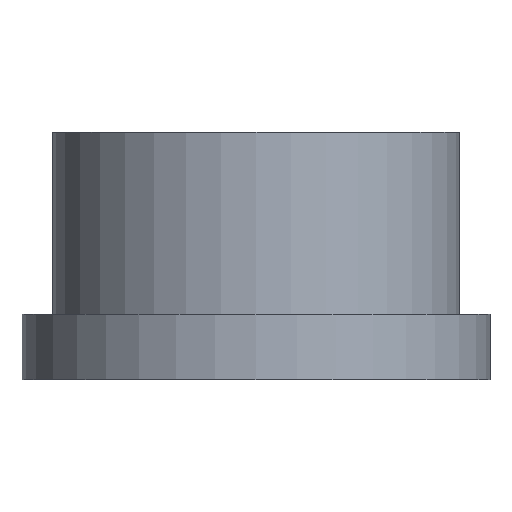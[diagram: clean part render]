
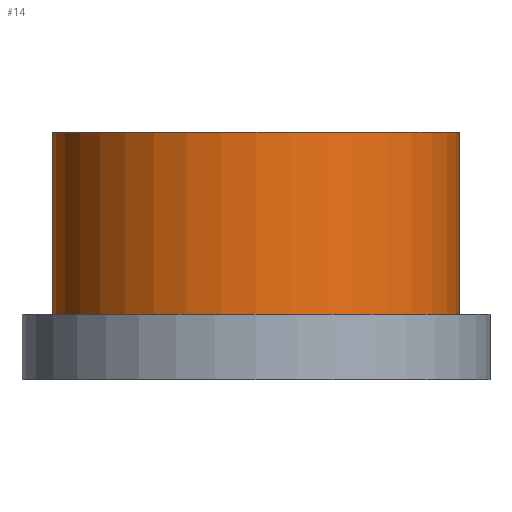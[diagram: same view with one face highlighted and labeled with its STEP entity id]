
A CAD part, front view. The second image highlights one B-rep face of the part: STEP entity #14.
In plain terms, the highlighted cylindrical face has radius 7.825 mm (diameter 15.65 mm), a partial arc.
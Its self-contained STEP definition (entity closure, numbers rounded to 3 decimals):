
#13 = VERTEX_POINT ( 'NONE', #45 ) ;
#14 = ADVANCED_FACE ( 'NONE', ( #306 ), #190, .T. ) ;
#15 = CARTESIAN_POINT ( 'NONE',  ( -7.825, 0., 8. ) ) ;
#37 = DIRECTION ( 'NONE',  ( 0., 0., -1. ) ) ;
#41 = VERTEX_POINT ( 'NONE', #312 ) ;
#45 = CARTESIAN_POINT ( 'NONE',  ( 7.825, 0., 0. ) ) ;
#56 = AXIS2_PLACEMENT_3D ( 'NONE', #68, #273, #225 ) ;
#68 = CARTESIAN_POINT ( 'NONE',  ( 0., 0., 8. ) ) ;
#76 = ORIENTED_EDGE ( 'NONE', *, *, #350, .T. ) ;
#104 = DIRECTION ( 'NONE',  ( 0., 0., -1. ) ) ;
#110 = CIRCLE ( 'NONE', #160, 7.825 ) ;
#138 = ORIENTED_EDGE ( 'NONE', *, *, #326, .T. ) ;
#140 = VECTOR ( 'NONE', #250, 1000. ) ;
#160 = AXIS2_PLACEMENT_3D ( 'NONE', #358, #251, #327 ) ;
#161 = DIRECTION ( 'NONE',  ( -1., 0., 0. ) ) ;
#163 = VERTEX_POINT ( 'NONE', #371 ) ;
#165 = CARTESIAN_POINT ( 'NONE',  ( 7.825, 0., 8. ) ) ;
#168 = VERTEX_POINT ( 'NONE', #339 ) ;
#190 = CYLINDRICAL_SURFACE ( 'NONE', #338, 7.825 ) ;
#191 = ORIENTED_EDGE ( 'NONE', *, *, #334, .F. ) ;
#225 = DIRECTION ( 'NONE',  ( 1., 0., 0. ) ) ;
#250 = DIRECTION ( 'NONE',  ( 0., 0., -1. ) ) ;
#251 = DIRECTION ( 'NONE',  ( 0., 0., 1. ) ) ;
#254 = ORIENTED_EDGE ( 'NONE', *, *, #363, .F. ) ;
#271 = VECTOR ( 'NONE', #104, 1000. ) ;
#272 = LINE ( 'NONE', #15, #271 ) ;
#273 = DIRECTION ( 'NONE',  ( 0., 0., 1. ) ) ;
#278 = CARTESIAN_POINT ( 'NONE',  ( 0., 0., 8. ) ) ;
#279 = EDGE_LOOP ( 'NONE', ( #191, #254, #138, #76 ) ) ;
#304 = CIRCLE ( 'NONE', #56, 7.825 ) ;
#306 = FACE_OUTER_BOUND ( 'NONE', #279, .T. ) ;
#312 = CARTESIAN_POINT ( 'NONE',  ( -7.825, 0., 0. ) ) ;
#326 = EDGE_CURVE ( 'NONE', #163, #41, #272, .T. ) ;
#327 = DIRECTION ( 'NONE',  ( 1., 0., 0. ) ) ;
#331 = LINE ( 'NONE', #165, #140 ) ;
#334 = EDGE_CURVE ( 'NONE', #168, #13, #331, .T. ) ;
#338 = AXIS2_PLACEMENT_3D ( 'NONE', #278, #37, #161 ) ;
#339 = CARTESIAN_POINT ( 'NONE',  ( 7.825, 0., 8. ) ) ;
#350 = EDGE_CURVE ( 'NONE', #41, #13, #110, .T. ) ;
#358 = CARTESIAN_POINT ( 'NONE',  ( 0., 0., 0. ) ) ;
#363 = EDGE_CURVE ( 'NONE', #163, #168, #304, .T. ) ;
#371 = CARTESIAN_POINT ( 'NONE',  ( -7.825, 0., 8. ) ) ;
